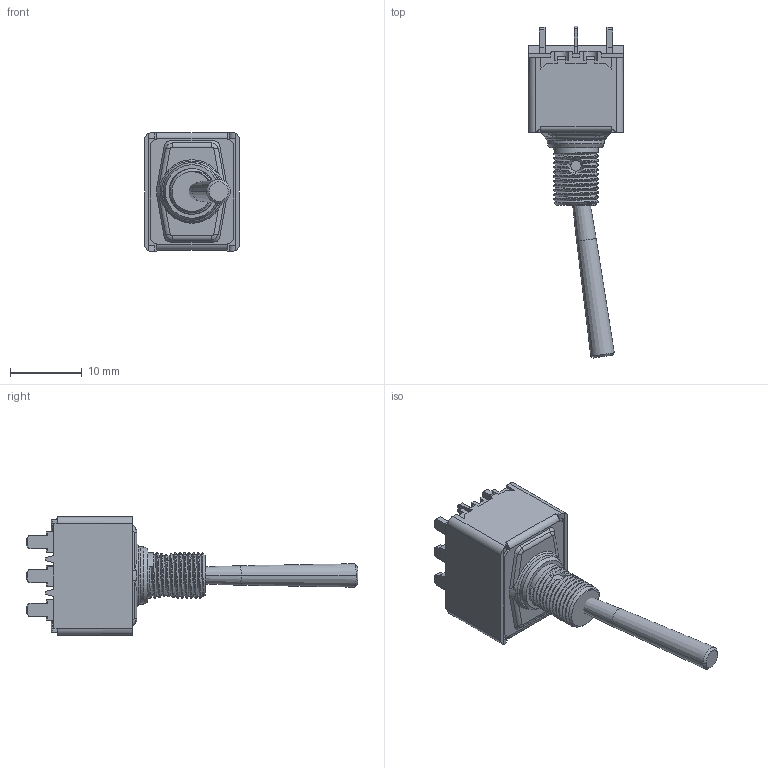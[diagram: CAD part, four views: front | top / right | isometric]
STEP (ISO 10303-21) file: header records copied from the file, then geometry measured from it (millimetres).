
FILE_DESCRIPTION((''),'2;1');
FILE_NAME('5656A-21_U640','2014-12-22T',('brevel'),(''),'PRO/ENGINEER BY PARAMETRIC TECHNOLOGY CORPORATION, 2013410','PRO/ENGINEER BY PARAMETRIC TECHNOLOGY CORPORATION, 2013410','');
FILE_SCHEMA(('CONFIG_CONTROL_DESIGN'));
Length unit declared in the file: millimetre
Products named in the file (1): 5656A-21_U640
Bounding box: 13.2 x 46.18 x 16.5 mm (x, y, z)
Surface area: 2170.1 mm2 (no closed solid volume)
Topology: 0 solids, 16 shells, 361 faces, 1157 edges, 800 vertices
Faces by surface type: plane 230, cylinder 60, bspline 48, cone 17, torus 6
Entity records: 17241 total; most frequent: CARTESIAN_POINT 7620, ORIENTED_EDGE 2129, DIRECTION 1682, EDGE_CURVE 1157, VERTEX_POINT 800, VECTOR 734, LINE 734, AXIS2_PLACEMENT_3D 474
